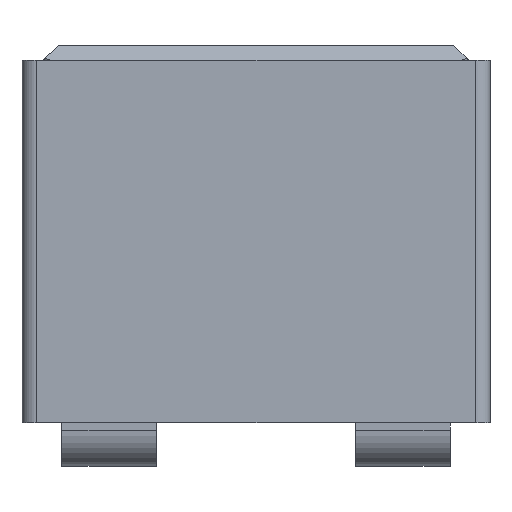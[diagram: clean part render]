
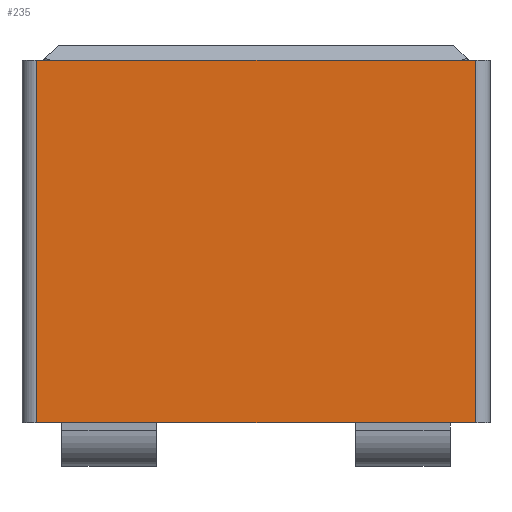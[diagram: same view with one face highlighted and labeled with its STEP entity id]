
A CAD part, left-side view. The second image highlights one B-rep face of the part: STEP entity #235.
In plain terms, the highlighted planar face has unit normal (-1, 0, 0).
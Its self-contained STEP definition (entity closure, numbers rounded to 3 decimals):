
#4 = LINE ( 'NONE', #248, #1088 ) ;
#56 = VERTEX_POINT ( 'NONE', #284 ) ;
#64 = LINE ( 'NONE', #205, #610 ) ;
#65 = PLANE ( 'NONE',  #725 ) ;
#120 = VECTOR ( 'NONE', #739, 1000. ) ;
#205 = CARTESIAN_POINT ( 'NONE',  ( -3.325, 3.025, 5.2 ) ) ;
#228 = VERTEX_POINT ( 'NONE', #335 ) ;
#235 = ADVANCED_FACE ( 'NONE', ( #602 ), #65, .T. ) ;
#248 = CARTESIAN_POINT ( 'NONE',  ( -3.325, 0., 5. ) ) ;
#284 = CARTESIAN_POINT ( 'NONE',  ( -3.325, 3.025, 0. ) ) ;
#319 = CARTESIAN_POINT ( 'NONE',  ( -3.325, -3.025, 5. ) ) ;
#333 = EDGE_CURVE ( 'NONE', #1593, #1040, #4, .T. ) ;
#335 = CARTESIAN_POINT ( 'NONE',  ( -3.325, -3.025, 0. ) ) ;
#477 = LINE ( 'NONE', #1579, #120 ) ;
#524 = LINE ( 'NONE', #1027, #802 ) ;
#575 = CARTESIAN_POINT ( 'NONE',  ( -3.325, -3.225, 5.2 ) ) ;
#602 = FACE_OUTER_BOUND ( 'NONE', #866, .T. ) ;
#610 = VECTOR ( 'NONE', #1083, 1000. ) ;
#626 = EDGE_CURVE ( 'NONE', #228, #56, #477, .T. ) ;
#725 = AXIS2_PLACEMENT_3D ( 'NONE', #575, #1559, #946 ) ;
#729 = CARTESIAN_POINT ( 'NONE',  ( -3.325, 3.025, 5. ) ) ;
#739 = DIRECTION ( 'NONE',  ( 0., 1., 0. ) ) ;
#802 = VECTOR ( 'NONE', #1514, 1000. ) ;
#845 = DIRECTION ( 'NONE',  ( 0., -1., 0. ) ) ;
#866 = EDGE_LOOP ( 'NONE', ( #1600, #1586, #1245, #1003 ) ) ;
#940 = EDGE_CURVE ( 'NONE', #228, #1040, #524, .T. ) ;
#946 = DIRECTION ( 'NONE',  ( 0., -1., 0. ) ) ;
#1003 = ORIENTED_EDGE ( 'NONE', *, *, #333, .F. ) ;
#1027 = CARTESIAN_POINT ( 'NONE',  ( -3.325, -3.025, 5.2 ) ) ;
#1040 = VERTEX_POINT ( 'NONE', #319 ) ;
#1083 = DIRECTION ( 'NONE',  ( 0., 0., 1. ) ) ;
#1088 = VECTOR ( 'NONE', #845, 1000. ) ;
#1195 = EDGE_CURVE ( 'NONE', #56, #1593, #64, .T. ) ;
#1245 = ORIENTED_EDGE ( 'NONE', *, *, #940, .T. ) ;
#1514 = DIRECTION ( 'NONE',  ( 0., 0., 1. ) ) ;
#1559 = DIRECTION ( 'NONE',  ( -1., 0., 0. ) ) ;
#1579 = CARTESIAN_POINT ( 'NONE',  ( -3.325, 0., 0. ) ) ;
#1586 = ORIENTED_EDGE ( 'NONE', *, *, #626, .F. ) ;
#1593 = VERTEX_POINT ( 'NONE', #729 ) ;
#1600 = ORIENTED_EDGE ( 'NONE', *, *, #1195, .F. ) ;
